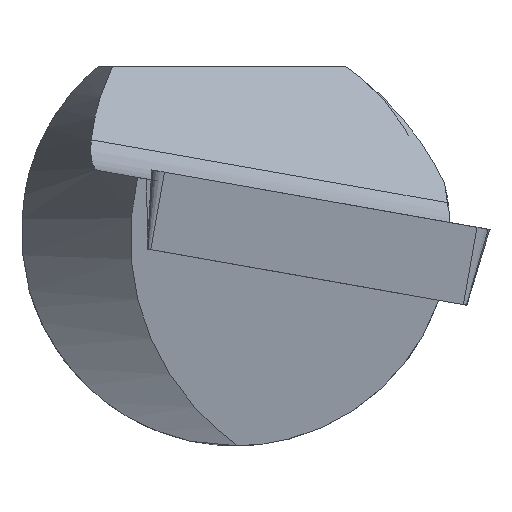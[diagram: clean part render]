
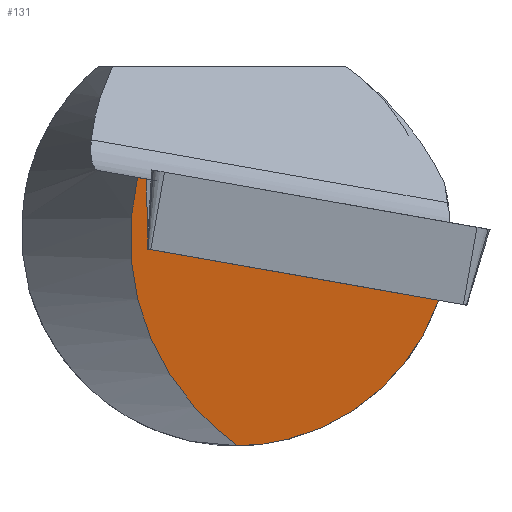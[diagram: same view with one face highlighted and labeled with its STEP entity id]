
A CAD part, left-side view. The second image highlights one B-rep face of the part: STEP entity #131.
In plain terms, the highlighted planar face has unit normal (-0.993, 0.021, -0.12).
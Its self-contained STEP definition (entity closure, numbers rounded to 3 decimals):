
#117=PLANE('',#514);
#131=ADVANCED_FACE('',(#160),#117,.F.);
#160=FACE_OUTER_BOUND('',#183,.T.);
#183=EDGE_LOOP('',(#294,#295,#296,#297,#298));
#230=LINE('',#705,#259);
#231=LINE('',#707,#260);
#232=LINE('',#709,#261);
#259=VECTOR('',#566,1.);
#260=VECTOR('',#567,1.);
#261=VECTOR('',#568,1.);
#294=ORIENTED_EDGE('',*,*,#443,.F.);
#295=ORIENTED_EDGE('',*,*,#449,.T.);
#296=ORIENTED_EDGE('',*,*,#450,.F.);
#297=ORIENTED_EDGE('',*,*,#451,.F.);
#298=ORIENTED_EDGE('',*,*,#452,.T.);
#404=VERTEX_POINT('',#676);
#405=VERTEX_POINT('',#678);
#410=VERTEX_POINT('',#706);
#411=VERTEX_POINT('',#708);
#412=VERTEX_POINT('',#710);
#443=EDGE_CURVE('',#404,#405,#500,.T.);
#449=EDGE_CURVE('',#404,#410,#230,.T.);
#450=EDGE_CURVE('',#411,#410,#231,.T.);
#451=EDGE_CURVE('',#412,#411,#232,.T.);
#452=EDGE_CURVE('',#412,#405,#502,.T.);
#500=ELLIPSE('',#509,6.549,6.5);
#502=ELLIPSE('',#513,8.313,8.);
#509=AXIS2_PLACEMENT_3D('',#677,#557,#558);
#513=AXIS2_PLACEMENT_3D('',#711,#569,#570);
#514=AXIS2_PLACEMENT_3D('',#712,#571,#572);
#557=DIRECTION('',(0.993,-0.021,0.12));
#558=DIRECTION('',(-0.122,-0.172,0.977));
#566=DIRECTION('',(0.,0.985,0.174));
#567=DIRECTION('',(0.119,-0.035,-0.992));
#568=DIRECTION('',(0.,-0.985,-0.174));
#569=DIRECTION('',(-0.993,0.021,-0.12));
#570=DIRECTION('',(-0.071,-0.902,0.425));
#571=DIRECTION('',(0.993,-0.021,0.12));
#572=DIRECTION('',(0.12,0.,-0.993));
#676=CARTESIAN_POINT('',(0.492,-6.154,-2.091));
#677=CARTESIAN_POINT('',(0.371,0.,0.));
#678=CARTESIAN_POINT('',(1.155,-0.078,-6.5));
#705=CARTESIAN_POINT('',(0.492,13.467,1.368));
#706=CARTESIAN_POINT('',(0.492,2.633,-0.542));
#707=CARTESIAN_POINT('',(-0.058,2.793,4.041));
#708=CARTESIAN_POINT('',(0.237,2.707,1.583));
#709=CARTESIAN_POINT('',(0.237,-23.12,-2.971));
#710=CARTESIAN_POINT('',(0.237,2.962,1.628));
#711=CARTESIAN_POINT('',(0.262,-5.071,0.));
#712=CARTESIAN_POINT('',(0.2,13.054,3.712));
